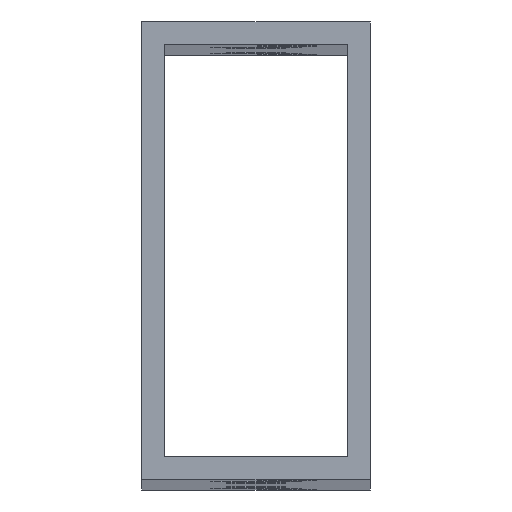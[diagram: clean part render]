
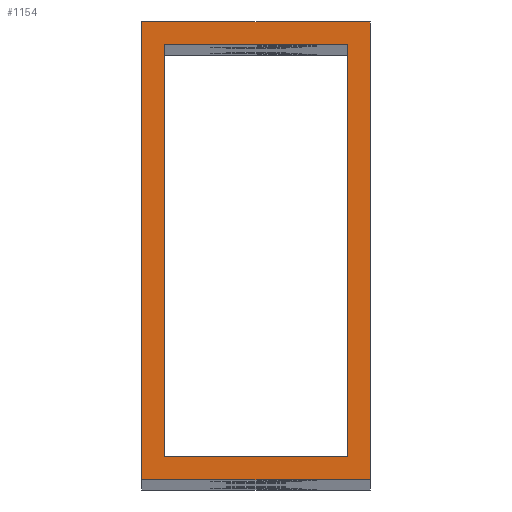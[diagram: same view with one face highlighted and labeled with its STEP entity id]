
A CAD part, top view. The second image highlights one B-rep face of the part: STEP entity #1154.
In plain terms, the highlighted planar face has unit normal (0, 0, 1).
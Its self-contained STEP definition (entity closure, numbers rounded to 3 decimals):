
#55 = VECTOR ( 'NONE', #983, 1000. ) ;
#72 = DIRECTION ( 'NONE',  ( 0., -1., 0. ) ) ;
#124 = CARTESIAN_POINT ( 'NONE',  ( -369.5, 2., 258.2 ) ) ;
#142 = CARTESIAN_POINT ( 'NONE',  ( 0., 0., 258.2 ) ) ;
#154 = VERTEX_POINT ( 'NONE', #1434 ) ;
#195 = AXIS2_PLACEMENT_3D ( 'NONE', #2016, #564, #595 ) ;
#225 = DIRECTION ( 'NONE',  ( 1., 0., 0. ) ) ;
#258 = CARTESIAN_POINT ( 'NONE',  ( -367.5, 40., 258.2 ) ) ;
#267 = CARTESIAN_POINT ( 'NONE',  ( -367.5, 40., 258.2 ) ) ;
#273 = ORIENTED_EDGE ( 'NONE', *, *, #2317, .F. ) ;
#385 = CARTESIAN_POINT ( 'NONE',  ( -387.5, 0., 258.2 ) ) ;
#412 = LINE ( 'NONE', #1485, #2546 ) ;
#415 = EDGE_CURVE ( 'NONE', #2231, #2442, #2665, .T. ) ;
#421 = EDGE_LOOP ( 'NONE', ( #2694, #2604, #1781, #1020 ) ) ;
#440 = VERTEX_POINT ( 'NONE', #2679 ) ;
#463 = ORIENTED_EDGE ( 'NONE', *, *, #1555, .F. ) ;
#564 = DIRECTION ( 'NONE',  ( 0., 0., -1. ) ) ;
#573 = VECTOR ( 'NONE', #2119, 1000. ) ;
#582 = CARTESIAN_POINT ( 'NONE',  ( 0., 2., 258.2 ) ) ;
#595 = DIRECTION ( 'NONE',  ( -1., 0., 0. ) ) ;
#653 = LINE ( 'NONE', #2140, #1650 ) ;
#662 = DIRECTION ( 'NONE',  ( 1., 0., 0. ) ) ;
#677 = LINE ( 'NONE', #258, #921 ) ;
#756 = VERTEX_POINT ( 'NONE', #124 ) ;
#913 = DIRECTION ( 'NONE',  ( 0., -1., 0. ) ) ;
#921 = VECTOR ( 'NONE', #1104, 1000. ) ;
#983 = DIRECTION ( 'NONE',  ( 1., 0., 0. ) ) ;
#1020 = ORIENTED_EDGE ( 'NONE', *, *, #2005, .T. ) ;
#1097 = CARTESIAN_POINT ( 'NONE',  ( -367.5, 0., 258.2 ) ) ;
#1104 = DIRECTION ( 'NONE',  ( 0., -1., 0. ) ) ;
#1154 = ADVANCED_FACE ( 'NONE', ( #1826, #2476 ), #1631, .F. ) ;
#1189 = VERTEX_POINT ( 'NONE', #1426 ) ;
#1317 = CARTESIAN_POINT ( 'NONE',  ( -385.5, 38., 258.2 ) ) ;
#1323 = LINE ( 'NONE', #2387, #1906 ) ;
#1415 = DIRECTION ( 'NONE',  ( 1., 0., 0. ) ) ;
#1426 = CARTESIAN_POINT ( 'NONE',  ( -385.5, 2., 258.2 ) ) ;
#1434 = CARTESIAN_POINT ( 'NONE',  ( -387.5, 40., 258.2 ) ) ;
#1485 = CARTESIAN_POINT ( 'NONE',  ( 0., 40., 258.2 ) ) ;
#1526 = EDGE_CURVE ( 'NONE', #154, #2231, #1323, .T. ) ;
#1527 = LINE ( 'NONE', #1772, #2308 ) ;
#1555 = EDGE_CURVE ( 'NONE', #2512, #2442, #677, .T. ) ;
#1597 = VECTOR ( 'NONE', #1415, 1000. ) ;
#1631 = PLANE ( 'NONE',  #195 ) ;
#1645 = ORIENTED_EDGE ( 'NONE', *, *, #415, .T. ) ;
#1646 = LINE ( 'NONE', #582, #55 ) ;
#1650 = VECTOR ( 'NONE', #662, 1000. ) ;
#1772 = CARTESIAN_POINT ( 'NONE',  ( -369.5, 40., 258.2 ) ) ;
#1781 = ORIENTED_EDGE ( 'NONE', *, *, #2648, .T. ) ;
#1826 = FACE_OUTER_BOUND ( 'NONE', #2500, .T. ) ;
#1870 = EDGE_CURVE ( 'NONE', #1973, #1189, #2539, .T. ) ;
#1906 = VECTOR ( 'NONE', #72, 1000. ) ;
#1973 = VERTEX_POINT ( 'NONE', #1317 ) ;
#2005 = EDGE_CURVE ( 'NONE', #440, #756, #1527, .T. ) ;
#2016 = CARTESIAN_POINT ( 'NONE',  ( 0., 40., 258.2 ) ) ;
#2119 = DIRECTION ( 'NONE',  ( 0., -1., 0. ) ) ;
#2140 = CARTESIAN_POINT ( 'NONE',  ( 0., 38., 258.2 ) ) ;
#2231 = VERTEX_POINT ( 'NONE', #385 ) ;
#2308 = VECTOR ( 'NONE', #913, 1000. ) ;
#2317 = EDGE_CURVE ( 'NONE', #154, #2512, #412, .T. ) ;
#2387 = CARTESIAN_POINT ( 'NONE',  ( -387.5, 40., 258.2 ) ) ;
#2415 = ORIENTED_EDGE ( 'NONE', *, *, #1526, .T. ) ;
#2442 = VERTEX_POINT ( 'NONE', #1097 ) ;
#2476 = FACE_BOUND ( 'NONE', #421, .T. ) ;
#2500 = EDGE_LOOP ( 'NONE', ( #1645, #463, #273, #2415 ) ) ;
#2512 = VERTEX_POINT ( 'NONE', #267 ) ;
#2539 = LINE ( 'NONE', #2551, #573 ) ;
#2546 = VECTOR ( 'NONE', #225, 1000. ) ;
#2551 = CARTESIAN_POINT ( 'NONE',  ( -385.5, 40., 258.2 ) ) ;
#2596 = EDGE_CURVE ( 'NONE', #1189, #756, #1646, .T. ) ;
#2604 = ORIENTED_EDGE ( 'NONE', *, *, #1870, .F. ) ;
#2648 = EDGE_CURVE ( 'NONE', #1973, #440, #653, .T. ) ;
#2665 = LINE ( 'NONE', #142, #1597 ) ;
#2679 = CARTESIAN_POINT ( 'NONE',  ( -369.5, 38., 258.2 ) ) ;
#2694 = ORIENTED_EDGE ( 'NONE', *, *, #2596, .F. ) ;
